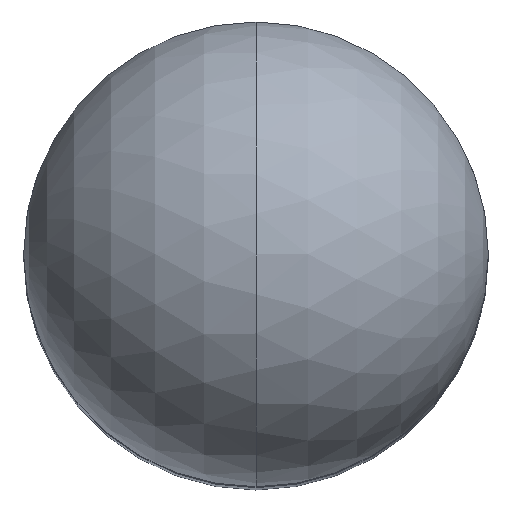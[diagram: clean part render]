
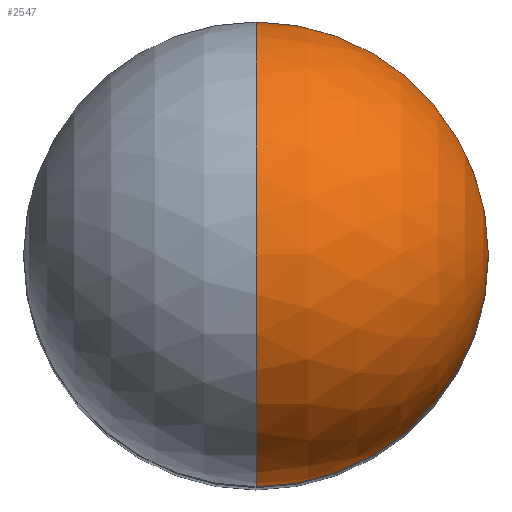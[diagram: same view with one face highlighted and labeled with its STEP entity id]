
A CAD part, top view. The second image highlights one B-rep face of the part: STEP entity #2547.
In plain terms, the highlighted spherical face has radius 4.75 mm.
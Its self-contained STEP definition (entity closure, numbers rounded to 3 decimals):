
#81 = EDGE_CURVE ( 'NONE', #2415, #1531, #2430, .T. ) ;
#189 = ORIENTED_EDGE ( 'NONE', *, *, #1372, .F. ) ;
#249 = DIRECTION ( 'NONE',  ( 1., 0., 0. ) ) ;
#252 = EDGE_LOOP ( 'NONE', ( #189, #861, #295, #1411 ) ) ;
#266 = VERTEX_POINT ( 'NONE', #2630 ) ;
#285 = DIRECTION ( 'NONE',  ( 0., 1., 0. ) ) ;
#295 = ORIENTED_EDGE ( 'NONE', *, *, #1121, .F. ) ;
#414 = CARTESIAN_POINT ( 'NONE',  ( 0., 0., 46.25 ) ) ;
#459 = AXIS2_PLACEMENT_3D ( 'NONE', #766, #508, #991 ) ;
#469 = SPHERICAL_SURFACE ( 'NONE', #1505, 4.75 ) ;
#508 = DIRECTION ( 'NONE',  ( 0., 0., -1. ) ) ;
#582 = FACE_OUTER_BOUND ( 'NONE', #252, .T. ) ;
#766 = CARTESIAN_POINT ( 'NONE',  ( 0., 0., 46.25 ) ) ;
#861 = ORIENTED_EDGE ( 'NONE', *, *, #1917, .T. ) ;
#991 = DIRECTION ( 'NONE',  ( -1., 0., 0. ) ) ;
#1121 = EDGE_CURVE ( 'NONE', #1531, #2325, #1681, .T. ) ;
#1152 = CARTESIAN_POINT ( 'NONE',  ( 0., -4.75, 46.25 ) ) ;
#1228 = AXIS2_PLACEMENT_3D ( 'NONE', #2464, #1606, #2489 ) ;
#1372 = EDGE_CURVE ( 'NONE', #266, #2415, #2355, .T. ) ;
#1411 = ORIENTED_EDGE ( 'NONE', *, *, #81, .F. ) ;
#1448 = CARTESIAN_POINT ( 'NONE',  ( 0., 0., 46.25 ) ) ;
#1505 = AXIS2_PLACEMENT_3D ( 'NONE', #1549, #249, #285 ) ;
#1531 = VERTEX_POINT ( 'NONE', #1992 ) ;
#1549 = CARTESIAN_POINT ( 'NONE',  ( 0., 0., 46.25 ) ) ;
#1606 = DIRECTION ( 'NONE',  ( 0., 0., -1. ) ) ;
#1681 = CIRCLE ( 'NONE', #459, 4.75 ) ;
#1867 = DIRECTION ( 'NONE',  ( 1., 0., 0. ) ) ;
#1917 = EDGE_CURVE ( 'NONE', #266, #2325, #1994, .T. ) ;
#1992 = CARTESIAN_POINT ( 'NONE',  ( 4.75, 0., 46.25 ) ) ;
#1994 = CIRCLE ( 'NONE', #2536, 4.75 ) ;
#2023 = DIRECTION ( 'NONE',  ( -1., 0., 0. ) ) ;
#2115 = DIRECTION ( 'NONE',  ( 0., 1., 0. ) ) ;
#2173 = AXIS2_PLACEMENT_3D ( 'NONE', #1448, #2023, #2452 ) ;
#2246 = CARTESIAN_POINT ( 'NONE',  ( 0., 4.75, 46.25 ) ) ;
#2325 = VERTEX_POINT ( 'NONE', #1152 ) ;
#2355 = CIRCLE ( 'NONE', #2173, 4.75 ) ;
#2415 = VERTEX_POINT ( 'NONE', #2246 ) ;
#2430 = CIRCLE ( 'NONE', #1228, 4.75 ) ;
#2452 = DIRECTION ( 'NONE',  ( 0., 0., 1. ) ) ;
#2464 = CARTESIAN_POINT ( 'NONE',  ( 0., 0., 46.25 ) ) ;
#2489 = DIRECTION ( 'NONE',  ( -1., 0., 0. ) ) ;
#2536 = AXIS2_PLACEMENT_3D ( 'NONE', #414, #1867, #2115 ) ;
#2547 = ADVANCED_FACE ( 'NONE', ( #582 ), #469, .T. ) ;
#2630 = CARTESIAN_POINT ( 'NONE',  ( 0., 0., 51. ) ) ;
